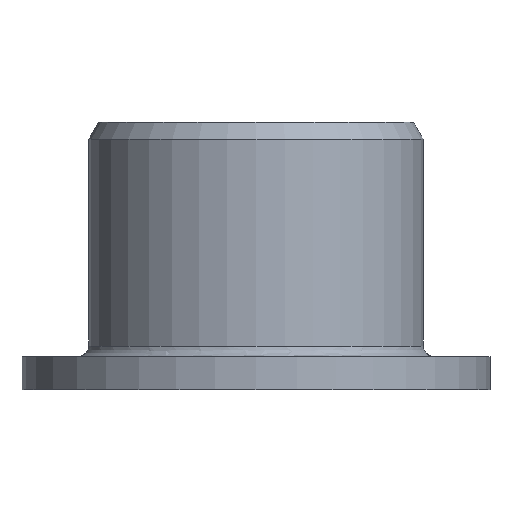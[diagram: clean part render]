
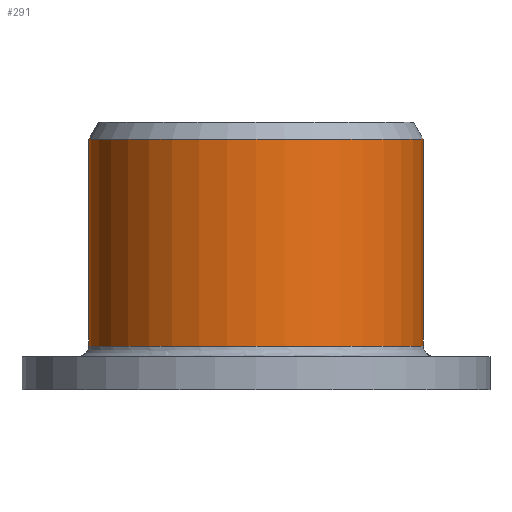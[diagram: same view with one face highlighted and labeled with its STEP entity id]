
A CAD part, front view. The second image highlights one B-rep face of the part: STEP entity #291.
In plain terms, the highlighted cylindrical face has radius 7.938 mm (diameter 15.875 mm), a partial arc.
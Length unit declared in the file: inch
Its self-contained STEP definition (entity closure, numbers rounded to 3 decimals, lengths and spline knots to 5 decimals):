
#7 = CIRCLE ( 'NONE', #82, 0.3125 ) ;
#8 = EDGE_CURVE ( 'NONE', #44, #278, #7, .T. ) ;
#9 = CARTESIAN_POINT ( 'NONE',  ( -0.3125, 0., 0.27509 ) ) ;
#19 = ORIENTED_EDGE ( 'NONE', *, *, #477, .T. ) ;
#33 = CARTESIAN_POINT ( 'NONE',  ( -0.3125, 0., 0.08169 ) ) ;
#38 = CARTESIAN_POINT ( 'NONE',  ( 0.3125, 0., 0.4685 ) ) ;
#39 = DIRECTION ( 'NONE',  ( 0., 0., 1. ) ) ;
#42 = DIRECTION ( 'NONE',  ( 1., 0., 0. ) ) ;
#44 = VERTEX_POINT ( 'NONE', #574 ) ;
#55 = VERTEX_POINT ( 'NONE', #300 ) ;
#76 = ORIENTED_EDGE ( 'NONE', *, *, #567, .T. ) ;
#82 = AXIS2_PLACEMENT_3D ( 'NONE', #232, #420, #95 ) ;
#95 = DIRECTION ( 'NONE',  ( 1., 0., 0. ) ) ;
#96 = AXIS2_PLACEMENT_3D ( 'NONE', #459, #171, #42 ) ;
#105 = LINE ( 'NONE', #417, #409 ) ;
#165 = CYLINDRICAL_SURFACE ( 'NONE', #96, 0.3125 ) ;
#171 = DIRECTION ( 'NONE',  ( 0., 0., 1. ) ) ;
#181 = FACE_OUTER_BOUND ( 'NONE', #556, .T. ) ;
#214 = CARTESIAN_POINT ( 'NONE',  ( 0., 0., 0.08169 ) ) ;
#217 = VERTEX_POINT ( 'NONE', #33 ) ;
#232 = CARTESIAN_POINT ( 'NONE',  ( 0., 0., 0.4685 ) ) ;
#278 = VERTEX_POINT ( 'NONE', #38 ) ;
#291 = ADVANCED_FACE ( 'NONE', ( #181 ), #165, .T. ) ;
#300 = CARTESIAN_POINT ( 'NONE',  ( 0.3125, 0., 0.08169 ) ) ;
#319 = AXIS2_PLACEMENT_3D ( 'NONE', #214, #39, #598 ) ;
#369 = DIRECTION ( 'NONE',  ( 0., 0., 1. ) ) ;
#374 = EDGE_CURVE ( 'NONE', #217, #44, #545, .T. ) ;
#387 = VECTOR ( 'NONE', #369, 39.37008 ) ;
#409 = VECTOR ( 'NONE', #419, 39.37008 ) ;
#417 = CARTESIAN_POINT ( 'NONE',  ( 0.3125, 0., 0.27509 ) ) ;
#419 = DIRECTION ( 'NONE',  ( 0., 0., 1. ) ) ;
#420 = DIRECTION ( 'NONE',  ( 0., 0., 1. ) ) ;
#421 = CIRCLE ( 'NONE', #319, 0.3125 ) ;
#428 = ORIENTED_EDGE ( 'NONE', *, *, #374, .F. ) ;
#459 = CARTESIAN_POINT ( 'NONE',  ( 0., 0., 0.27509 ) ) ;
#463 = ORIENTED_EDGE ( 'NONE', *, *, #8, .F. ) ;
#477 = EDGE_CURVE ( 'NONE', #55, #278, #105, .T. ) ;
#545 = LINE ( 'NONE', #9, #387 ) ;
#556 = EDGE_LOOP ( 'NONE', ( #428, #76, #19, #463 ) ) ;
#567 = EDGE_CURVE ( 'NONE', #217, #55, #421, .T. ) ;
#574 = CARTESIAN_POINT ( 'NONE',  ( -0.3125, 0., 0.4685 ) ) ;
#598 = DIRECTION ( 'NONE',  ( 1., 0., 0. ) ) ;
